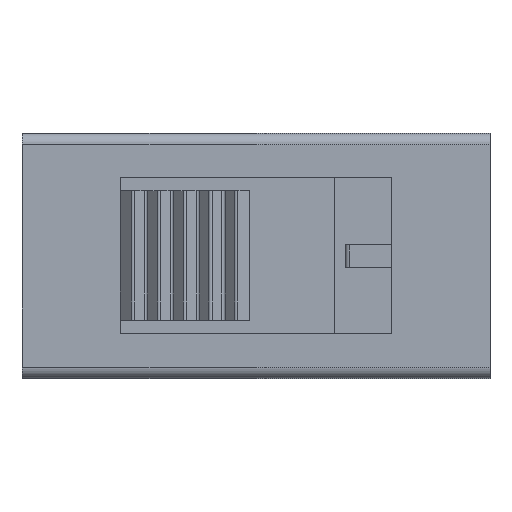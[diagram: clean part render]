
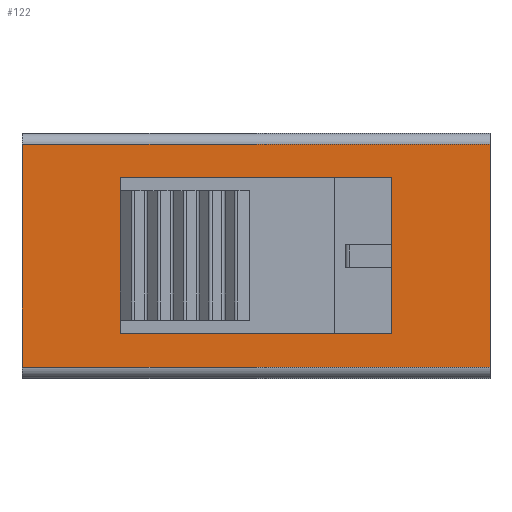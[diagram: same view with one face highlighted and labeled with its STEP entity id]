
A CAD part, top view. The second image highlights one B-rep face of the part: STEP entity #122.
In plain terms, the highlighted planar face has unit normal (0, 0, 1).
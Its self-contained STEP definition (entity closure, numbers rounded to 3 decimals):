
#122=ADVANCED_FACE('',(#1947,#1949),#1951,.T.);
#1947=FACE_BOUND('',#1948,.T.);
#1948=EDGE_LOOP('',(#3383,#3384,#3385,#3386));
#1949=FACE_BOUND('',#1950,.T.);
#1950=EDGE_LOOP('',(#3387,#3388,#3389,#3390));
#1951=PLANE('',#1952);
#1952=AXIS2_PLACEMENT_3D('',#1953,#1954,#1955);
#1953=CARTESIAN_POINT('',(0.,0.,5.6));
#1954=DIRECTION('',(0.,0.,1.));
#1955=DIRECTION('',(1.,0.,0.));
#3383=ORIENTED_EDGE('',*,*,#4415,.T.);
#3384=ORIENTED_EDGE('',*,*,#4414,.T.);
#3385=ORIENTED_EDGE('',*,*,#4416,.T.);
#3386=ORIENTED_EDGE('',*,*,#4417,.T.);
#3387=ORIENTED_EDGE('',*,*,#4418,.T.);
#3388=ORIENTED_EDGE('',*,*,#4419,.T.);
#3389=ORIENTED_EDGE('',*,*,#4420,.T.);
#3390=ORIENTED_EDGE('',*,*,#4421,.T.);
#4414=EDGE_CURVE('',#4927,#4932,#4934,.T.);
#4415=EDGE_CURVE('',#4935,#4927,#4936,.T.);
#4416=EDGE_CURVE('',#4932,#4937,#4938,.T.);
#4417=EDGE_CURVE('',#4937,#4935,#4939,.T.);
#4418=EDGE_CURVE('',#4940,#4941,#4942,.F.);
#4419=EDGE_CURVE('',#4941,#4943,#4944,.F.);
#4420=EDGE_CURVE('',#4943,#4945,#4946,.F.);
#4421=EDGE_CURVE('',#4945,#4940,#4947,.F.);
#4927=VERTEX_POINT('',#5771);
#4932=VERTEX_POINT('',#5780);
#4934=LINE('',#5784,#5785);
#4935=VERTEX_POINT('',#5787);
#4936=LINE('',#5788,#5789);
#4937=VERTEX_POINT('',#5791);
#4938=LINE('',#5792,#5793);
#4939=LINE('',#5795,#5796);
#4940=VERTEX_POINT('',#5798);
#4941=VERTEX_POINT('',#5799);
#4942=LINE('',#5800,#5801);
#4943=VERTEX_POINT('',#5803);
#4944=LINE('',#5804,#5805);
#4945=VERTEX_POINT('',#5807);
#4946=LINE('',#5808,#5809);
#4947=LINE('',#5811,#5812);
#5771=CARTESIAN_POINT('',(5.25,-2.5,5.6));
#5780=CARTESIAN_POINT('',(5.25,2.5,5.6));
#5784=CARTESIAN_POINT('',(5.25,-2.5,5.6));
#5785=VECTOR('',#5786,1.);
#5786=DIRECTION('',(0.,1.,0.));
#5787=CARTESIAN_POINT('',(-5.25,-2.5,5.6));
#5788=CARTESIAN_POINT('',(-5.25,-2.5,5.6));
#5789=VECTOR('',#5790,1.);
#5790=DIRECTION('',(1.,0.,0.));
#5791=CARTESIAN_POINT('',(-5.25,2.5,5.6));
#5792=CARTESIAN_POINT('',(5.25,2.5,5.6));
#5793=VECTOR('',#5794,1.);
#5794=DIRECTION('',(-1.,0.,0.));
#5795=CARTESIAN_POINT('',(-5.25,2.5,5.6));
#5796=VECTOR('',#5797,1.);
#5797=DIRECTION('',(0.,-1.,0.));
#5798=CARTESIAN_POINT('',(-3.05,1.75,5.6));
#5799=CARTESIAN_POINT('',(3.05,1.75,5.6));
#5800=CARTESIAN_POINT('',(3.05,1.75,5.6));
#5801=VECTOR('',#5802,1.);
#5802=DIRECTION('',(-1.,0.,0.));
#5803=CARTESIAN_POINT('',(3.05,-1.75,5.6));
#5804=CARTESIAN_POINT('',(3.05,-1.75,5.6));
#5805=VECTOR('',#5806,1.);
#5806=DIRECTION('',(0.,1.,0.));
#5807=CARTESIAN_POINT('',(-3.05,-1.75,5.6));
#5808=CARTESIAN_POINT('',(-3.05,-1.75,5.6));
#5809=VECTOR('',#5810,1.);
#5810=DIRECTION('',(1.,0.,0.));
#5811=CARTESIAN_POINT('',(-3.05,1.75,5.6));
#5812=VECTOR('',#5813,1.);
#5813=DIRECTION('',(0.,-1.,0.));
